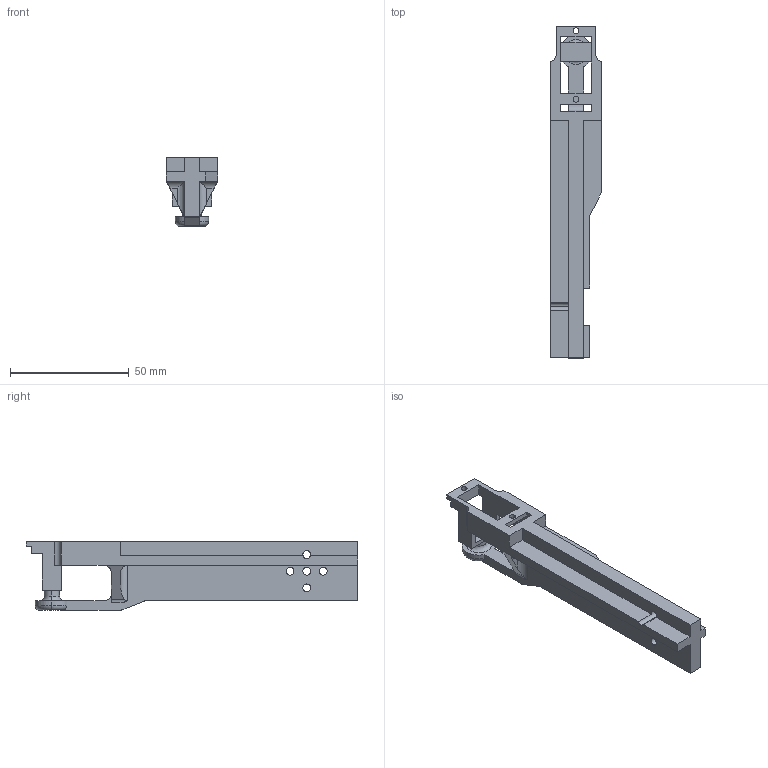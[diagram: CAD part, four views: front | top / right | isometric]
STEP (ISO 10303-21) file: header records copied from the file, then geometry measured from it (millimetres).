
FILE_DESCRIPTION (( 'STEP AP203' ), '1' );
FILE_NAME ('mini servo mount_Right upper leg_Default_sldprt.STEP', '2024-01-15T18:00:01', ( '' ), ( '' ), 'SwSTEP 2.0', 'SolidWorks 2022', '' );
FILE_SCHEMA (( 'CONFIG_CONTROL_DESIGN' ));
Length unit declared in the file: millimetre
Products named in the file (1): mini servo mount_Right upper leg_Default_sldprt
Bounding box: 21.7 x 139.9 x 29 mm (x, y, z)
Volume: 26560.7 mm3; surface area: 13718.3 mm2
Topology: 1 solids, 1 shells, 95 faces, 290 edges, 190 vertices
Faces by surface type: plane 54, cylinder 36, torus 5
Entity records: 3396 total; most frequent: CARTESIAN_POINT 658, ORIENTED_EDGE 580, DIRECTION 541, EDGE_CURVE 290, LINE 195, VECTOR 195, VERTEX_POINT 190, AXIS2_PLACEMENT_3D 173
